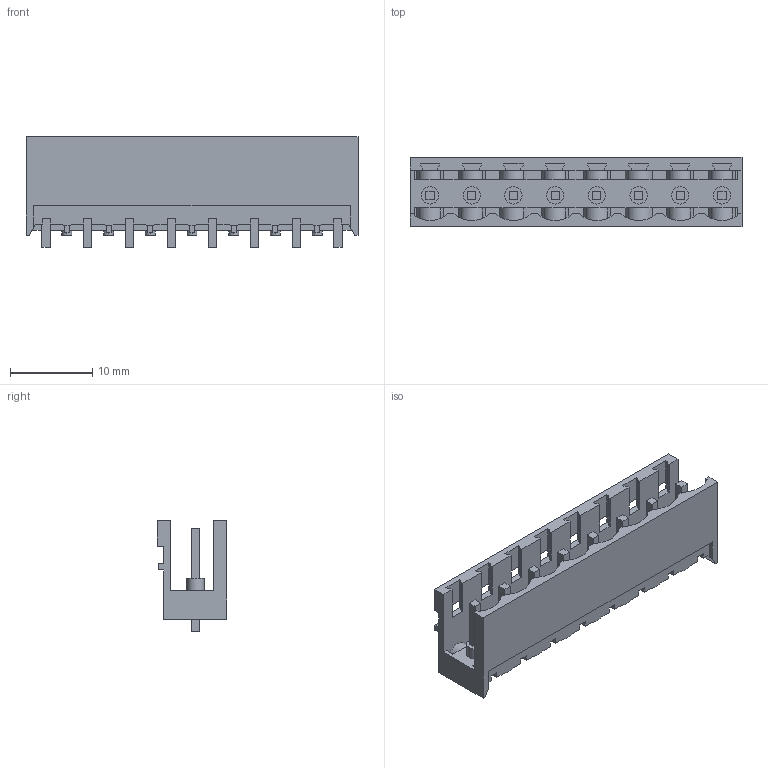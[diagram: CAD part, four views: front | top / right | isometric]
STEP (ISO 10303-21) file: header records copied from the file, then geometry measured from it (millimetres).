
FILE_DESCRIPTION(('CATIA V5 STEP Exchange','CAx-IF Rec.Pracs.--- Model Styling and Organization---1.2---2011-12-15'),'2;1');
FILE_NAME ('D1455904_0', '2018-03-21T11:35:44+00:00', ('none'), ('Weidmueller'), 'CATIA Version 5-6 Release 2014', 'CATIA V5 STEP AP214', 'none');
FILE_SCHEMA(('AUTOMOTIVE_DESIGN { 1 0 10303 214 1 1 1 1 }'));
Length unit declared in the file: millimetre
Products named in the file (1): 1775664001
Bounding box: 40.44 x 8.43 x 13.5 mm (x, y, z)
Volume: 1379.8 mm3; surface area: 3408.1 mm2
Topology: 9 solids, 9 shells, 472 faces, 1498 edges, 1028 vertices
Faces by surface type: plane 391, cylinder 73, extrusion 8
Entity records: 16872 total; most frequent: CARTESIAN_POINT 3751, ORIENTED_EDGE 2996, DIRECTION 2288, EDGE_CURVE 1498, VECTOR 1225, LINE 1217, VERTEX_POINT 1028, AXIS2_PLACEMENT_3D 599
